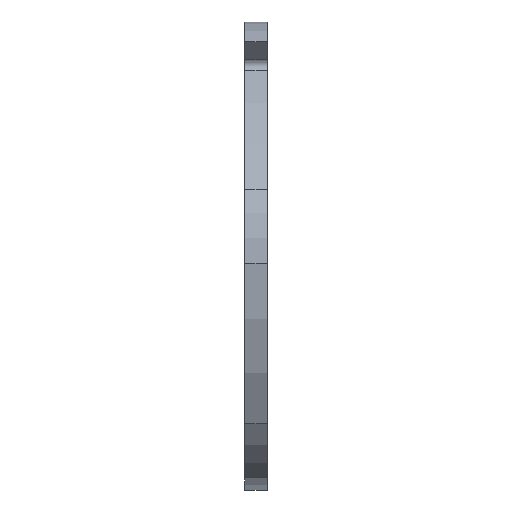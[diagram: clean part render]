
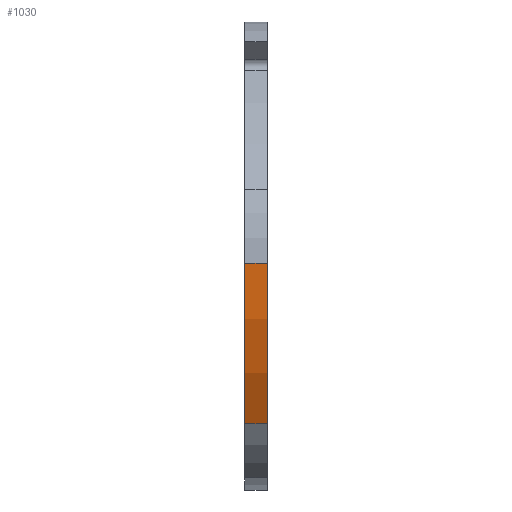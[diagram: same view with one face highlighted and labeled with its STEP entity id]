
A CAD part, front view. The second image highlights one B-rep face of the part: STEP entity #1030.
In plain terms, the highlighted cylindrical face has radius 90 mm (diameter 180 mm), a partial arc.
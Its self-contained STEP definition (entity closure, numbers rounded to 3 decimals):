
#2 = AXIS2_PLACEMENT_3D ( 'NONE', #263, #1681, #1997 ) ;
#28 = DIRECTION ( 'NONE',  ( 1., 0., 0. ) ) ;
#140 = DIRECTION ( 'NONE',  ( 0., 0., -1. ) ) ;
#145 = VERTEX_POINT ( 'NONE', #483 ) ;
#187 = ORIENTED_EDGE ( 'NONE', *, *, #1293, .T. ) ;
#263 = CARTESIAN_POINT ( 'NONE',  ( -3., 31., -0.125 ) ) ;
#289 = DIRECTION ( 'NONE',  ( 1., 0., 0. ) ) ;
#347 = DIRECTION ( 'NONE',  ( 0., 0.866, -0.5 ) ) ;
#382 = CARTESIAN_POINT ( 'NONE',  ( 3., -46.848, -45.288 ) ) ;
#422 = FACE_OUTER_BOUND ( 'NONE', #1473, .T. ) ;
#483 = CARTESIAN_POINT ( 'NONE',  ( 3., -58.983, -1.897 ) ) ;
#486 = DIRECTION ( 'NONE',  ( 1., 0., 0. ) ) ;
#576 = CARTESIAN_POINT ( 'NONE',  ( -3., 31., -0.125 ) ) ;
#607 = EDGE_CURVE ( 'NONE', #145, #799, #1217, .T. ) ;
#665 = CARTESIAN_POINT ( 'NONE',  ( -3., -46.848, -45.288 ) ) ;
#749 = EDGE_CURVE ( 'NONE', #145, #1410, #1904, .T. ) ;
#779 = VECTOR ( 'NONE', #1130, 1000. ) ;
#799 = VERTEX_POINT ( 'NONE', #1028 ) ;
#848 = CARTESIAN_POINT ( 'NONE',  ( -3., -46.848, -45.288 ) ) ;
#942 = LINE ( 'NONE', #665, #2028 ) ;
#977 = CARTESIAN_POINT ( 'NONE',  ( 0., -58.983, -1.897 ) ) ;
#1028 = CARTESIAN_POINT ( 'NONE',  ( -3., -58.983, -1.897 ) ) ;
#1030 = ADVANCED_FACE ( 'NONE', ( #422 ), #1733, .T. ) ;
#1130 = DIRECTION ( 'NONE',  ( -1., 0., 0. ) ) ;
#1212 = ORIENTED_EDGE ( 'NONE', *, *, #749, .F. ) ;
#1217 = LINE ( 'NONE', #977, #779 ) ;
#1293 = EDGE_CURVE ( 'NONE', #2002, #1410, #942, .T. ) ;
#1404 = AXIS2_PLACEMENT_3D ( 'NONE', #576, #289, #140 ) ;
#1410 = VERTEX_POINT ( 'NONE', #382 ) ;
#1473 = EDGE_LOOP ( 'NONE', ( #1212, #2022, #1946, #187 ) ) ;
#1562 = EDGE_CURVE ( 'NONE', #799, #2002, #1865, .T. ) ;
#1681 = DIRECTION ( 'NONE',  ( 1., 0., 0. ) ) ;
#1733 = CYLINDRICAL_SURFACE ( 'NONE', #1404, 90. ) ;
#1783 = CARTESIAN_POINT ( 'NONE',  ( 3., 31., -0.125 ) ) ;
#1865 = CIRCLE ( 'NONE', #2, 90. ) ;
#1904 = CIRCLE ( 'NONE', #1967, 90. ) ;
#1946 = ORIENTED_EDGE ( 'NONE', *, *, #1562, .T. ) ;
#1967 = AXIS2_PLACEMENT_3D ( 'NONE', #1783, #486, #347 ) ;
#1997 = DIRECTION ( 'NONE',  ( 0., 0.866, -0.5 ) ) ;
#2002 = VERTEX_POINT ( 'NONE', #848 ) ;
#2022 = ORIENTED_EDGE ( 'NONE', *, *, #607, .T. ) ;
#2028 = VECTOR ( 'NONE', #28, 1000. ) ;
